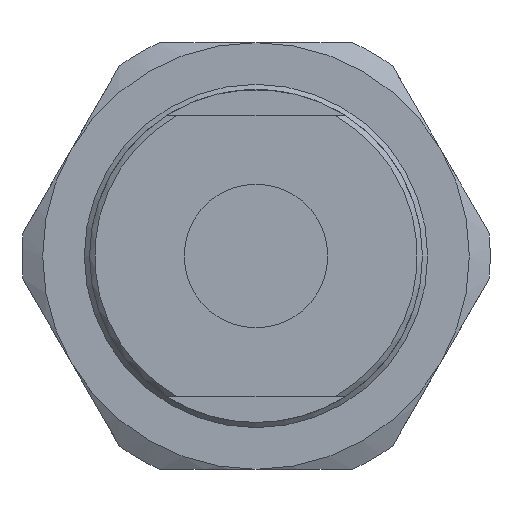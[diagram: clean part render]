
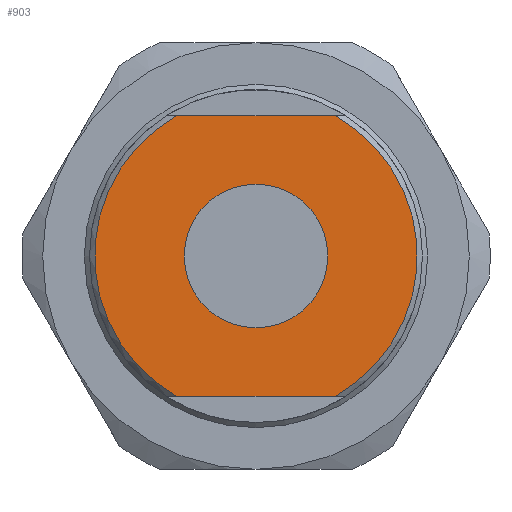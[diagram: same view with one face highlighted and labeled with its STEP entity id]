
A CAD part, front view. The second image highlights one B-rep face of the part: STEP entity #903.
In plain terms, the highlighted planar face has unit normal (0, -1, 0).
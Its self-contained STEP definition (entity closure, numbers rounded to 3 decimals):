
#469=CARTESIAN_POINT('',(-7.616,0.0,13.5));
#470=VERTEX_POINT('',#469);
#478=CARTESIAN_POINT('',(7.616,0.0,13.5));
#479=VERTEX_POINT('',#478);
#480=CARTESIAN_POINT('',(7.616,0.0,13.5));
#481=DIRECTION('',(-1.0,0.0,0.0));
#482=VECTOR('',#481,15.232);
#483=LINE('',#480,#482);
#484=EDGE_CURVE('',#479,#470,#483,.T.);
#502=CARTESIAN_POINT('',(7.616,0.0,-13.5));
#503=VERTEX_POINT('',#502);
#504=CARTESIAN_POINT('',(0.0,0.0,0.0));
#505=DIRECTION('',(0.0,-1.0,0.0));
#506=DIRECTION('',(0.0,0.0,-1.0));
#507=AXIS2_PLACEMENT_3D('',#504,#505,#506);
#508=CIRCLE('',#507,15.5);
#509=EDGE_CURVE('',#503,#479,#508,.T.);
#576=CARTESIAN_POINT('',(-7.616,0.0,-13.5));
#577=VERTEX_POINT('',#576);
#578=CARTESIAN_POINT('',(-7.616,0.0,-13.5));
#579=DIRECTION('',(1.0,0.0,0.0));
#580=VECTOR('',#579,15.232);
#581=LINE('',#578,#580);
#582=EDGE_CURVE('',#577,#503,#581,.T.);
#871=CARTESIAN_POINT('',(0.0,0.0,-6.9));
#872=VERTEX_POINT('',#871);
#873=CARTESIAN_POINT('',(0.0,0.0,0.0));
#874=DIRECTION('',(0.0,-1.0,0.0));
#875=DIRECTION('',(0.0,0.0,-1.0));
#876=AXIS2_PLACEMENT_3D('',#873,#874,#875);
#877=CIRCLE('',#876,6.9);
#878=EDGE_CURVE('',#872,#872,#877,.T.);
#883=CARTESIAN_POINT('',(15.5,0.0,0.0));
#884=DIRECTION('',(0.0,1.0,0.0));
#885=DIRECTION('',(0.0,0.0,1.0));
#886=AXIS2_PLACEMENT_3D('',#883,#884,#885);
#887=PLANE('',#886);
#888=CARTESIAN_POINT('',(0.0,0.0,0.0));
#889=DIRECTION('',(0.0,-1.0,0.0));
#890=DIRECTION('',(0.0,0.0,-1.0));
#891=AXIS2_PLACEMENT_3D('',#888,#889,#890);
#892=CIRCLE('',#891,15.5);
#893=EDGE_CURVE('',#470,#577,#892,.T.);
#894=ORIENTED_EDGE('',*,*,#893,.T.);
#895=ORIENTED_EDGE('',*,*,#582,.T.);
#896=ORIENTED_EDGE('',*,*,#509,.T.);
#897=ORIENTED_EDGE('',*,*,#484,.T.);
#898=EDGE_LOOP('',(#894,#895,#896,#897));
#899=FACE_OUTER_BOUND('',#898,.T.);
#900=ORIENTED_EDGE('',*,*,#878,.F.);
#901=EDGE_LOOP('',(#900));
#902=FACE_BOUND('',#901,.T.);
#903=ADVANCED_FACE('',(#899,#902),#887,.F.);
